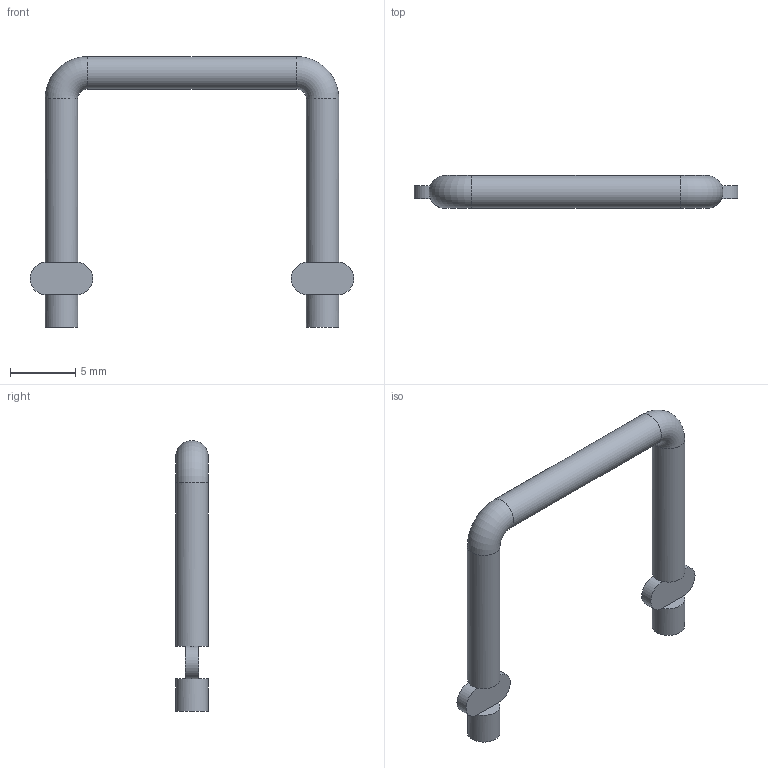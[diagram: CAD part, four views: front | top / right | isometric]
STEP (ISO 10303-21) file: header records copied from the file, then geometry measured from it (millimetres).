
FILE_DESCRIPTION(/* description */ (''),/* implementation_level */ '2;1');
FILE_NAME(/* name */ 'Shunt_L20_H17_D2.5.step',/* time_stamp */ '2023-10-11T00:55:09+03:00',/* author */ (''),/* organization */ (''),/* preprocessor_version */ 'ST-DEVELOPER v20',/* originating_system */ 'Autodesk Translation Framework v12.14.0.127',/* authorisation */ '');
FILE_SCHEMA (('AUTOMOTIVE_DESIGN { 1 0 10303 214 3 1 1 }'));
Length unit declared in the file: millimetre
Products named in the file (1): Shunt_L20_H17_D2.5
Bounding box: 24.79 x 2.5 x 20.75 mm (x, y, z)
Volume: 277.9 mm3; surface area: 488.1 mm2
Topology: 1 solids, 1 shells, 25 faces, 49 edges, 26 vertices
Faces by surface type: plane 14, cylinder 9, torus 2
Full cylindrical faces by diameter (mm): 2.5 x5
Entity records: 689 total; most frequent: CARTESIAN_POINT 147, DIRECTION 113, ORIENTED_EDGE 98, AXIS2_PLACEMENT_3D 50, EDGE_CURVE 49, VERTEX_POINT 26, FACE_OUTER_BOUND 25, EDGE_LOOP 25
